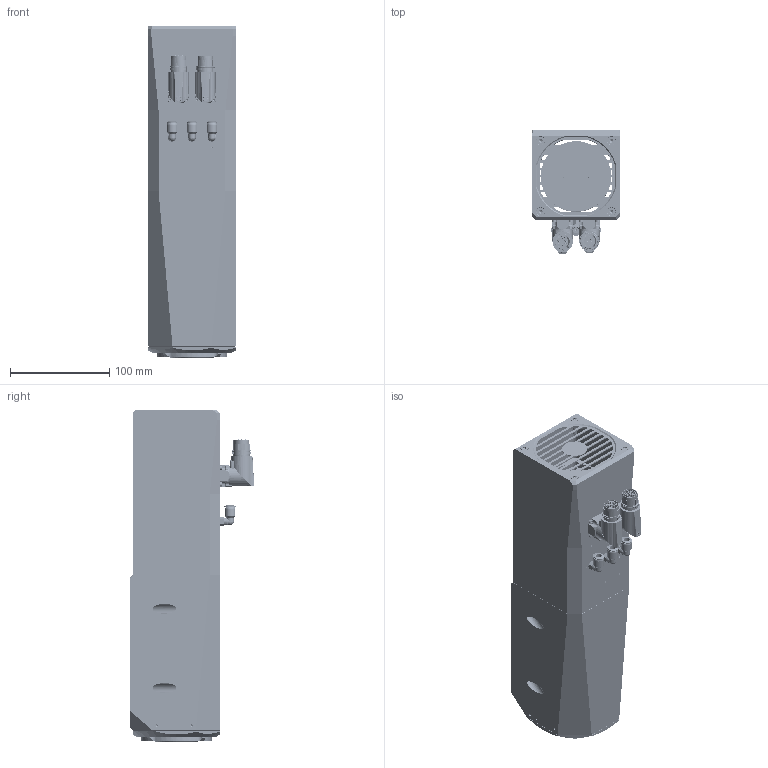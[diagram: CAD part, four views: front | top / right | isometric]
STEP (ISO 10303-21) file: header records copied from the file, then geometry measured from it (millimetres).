
FILE_DESCRIPTION (( 'STEP AP214' ), '1' );
FILE_NAME ('X22-L-SK20 STEP.STEP', '2024-08-15T15:10:29', ( '' ), ( '' ), 'SwSTEP 2.0', 'SolidWorks 2020', '' );
FILE_SCHEMA (( 'AUTOMOTIVE_DESIGN' ));
Length unit declared in the file: millimetre
Products named in the file (29): Teil2^X22 Master Kunden-CAD; C00103; B00018_B00018; C00057_C00010; C00056_C00009; B00021_B00021; C00001_C00001; C00098; B00038_B00038; X22-L-SK20 STEP; C00018_C00018; B00017_B00017; Teil1^X22 Master Kunden-CAD; C00707; C00101; B00024_Laserung; B00068_B00068; B00025_B00025; C00117; C00021_C00021; B00036_B00036_Zeichnungsansicht; B00037_B00037; C00097; C00053_C00019; B00011_B00011; B00045_B00045; B00040_B00040; B00020_B00020; C00113
Assembly tree (79 placements, depth 2):
  X22-L-SK20 STEP
    B00036_B00036_Zeichnungsansicht
    C00117  x4
    C00098  x8
    B00011_B00011
    B00020_B00020
    B00021_B00021
    B00025_B00025
    C00056_C00009
    C00053_C00019  x4
    C00707  x4
    B00024_Laserung
    C00097  x6
    C00113  x8
    B00037_B00037
    B00038_B00038
    B00045_B00045
    B00040_B00040
    C00101  x5
    B00068_B00068
    C00057_C00010
    C00103  x2
    C00021_C00021  x3
    C00018_C00018  x17
    B00018_B00018
    B00017_B00017
    C00001_C00001
    Teil1^X22 Master Kunden-CAD
    Teil2^X22 Master Kunden-CAD
Bounding box: 88 x 125.5 x 335.07 mm (x, y, z)
Volume: 1818946 mm3; surface area: 450394.5 mm2
Topology: 78 solids, 86 shells, 6687 faces, 17568 edges, 11337 vertices
Faces by surface type: plane 2596, cylinder 1834, bspline 1315, cone 746, torus 184, sphere 12
Entity records: 271250 total; most frequent: CARTESIAN_POINT 106895, ORIENTED_EDGE 28209, DIRECTION 21574, EDGE_CURVE 14246, VERTEX_POINT 9414, VECTOR 8330, LINE 8330, AXIS2_PLACEMENT_3D 6622
